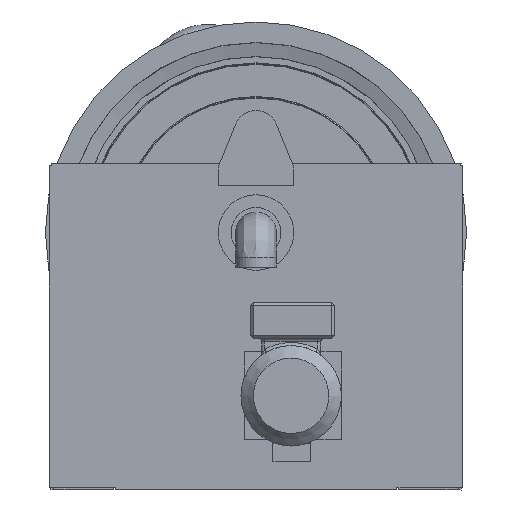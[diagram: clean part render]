
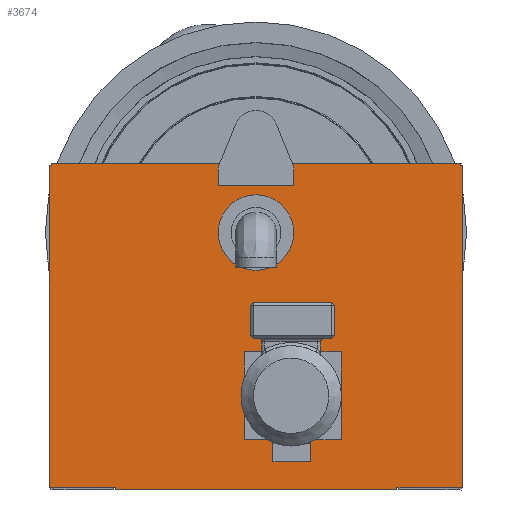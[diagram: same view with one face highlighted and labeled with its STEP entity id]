
A CAD part, front view. The second image highlights one B-rep face of the part: STEP entity #3674.
In plain terms, the highlighted planar face has unit normal (0, -1, 0).
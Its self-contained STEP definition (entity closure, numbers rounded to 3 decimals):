
#83=B_SPLINE_CURVE_WITH_KNOTS('',3,(#8158,#8159,#8160,#8161,#8162,#8163,
#8164,#8165,#8166,#8167,#8168,#8169,#8170,#8171,#8172),.UNSPECIFIED.,.F.,
 .F.,(4,2,2,1,2,2,2,4),(0.,0.125,0.25,0.375,
0.5,0.625,0.75,1.),.UNSPECIFIED.);
#84=B_SPLINE_CURVE_WITH_KNOTS('',3,(#8174,#8175,#8176,#8177,#8178,#8179,
#8180,#8181,#8182,#8183,#8184,#8185,#8186,#8187,#8188,#8189,#8190),
 .UNSPECIFIED.,.F.,.F.,(4,2,1,2,2,2,2,2,4),(0.,0.125,0.25,0.375,0.5,0.625,
0.75,0.875,1.),.UNSPECIFIED.);
#85=B_SPLINE_CURVE_WITH_KNOTS('',3,(#8191,#8192,#8193,#8194,#8195,#8196,
#8197,#8198,#8199,#8200,#8201,#8202,#8203,#8204,#8205),.UNSPECIFIED.,.F.,
 .F.,(4,2,2,1,2,2,2,4),(0.,0.125,0.25,0.375,0.5,0.625,0.75,1.),
 .UNSPECIFIED.);
#86=B_SPLINE_CURVE_WITH_KNOTS('',3,(#8207,#8208,#8209,#8210,#8211,#8212,
#8213,#8214,#8215,#8216,#8217,#8218,#8219,#8220,#8221,#8222,#8223),
 .UNSPECIFIED.,.F.,.F.,(4,2,1,2,2,2,2,2,4),(0.,0.125,0.25,0.375,0.5,0.625,
0.75,0.875,1.),.UNSPECIFIED.);
#359=LINE('',#8040,#676);
#368=LINE('',#8143,#685);
#369=LINE('',#8146,#686);
#370=LINE('',#8148,#687);
#371=LINE('',#8150,#688);
#372=LINE('',#8152,#689);
#373=LINE('',#8154,#690);
#374=LINE('',#8156,#691);
#676=VECTOR('',#5862,1000.);
#685=VECTOR('',#5875,1000.);
#686=VECTOR('',#5876,1000.);
#687=VECTOR('',#5877,1000.);
#688=VECTOR('',#5878,1000.);
#689=VECTOR('',#5879,1000.);
#690=VECTOR('',#5880,1000.);
#691=VECTOR('',#5881,1000.);
#1636=ORIENTED_EDGE('',*,*,#2207,.F.);
#1637=ORIENTED_EDGE('',*,*,#2208,.T.);
#1638=ORIENTED_EDGE('',*,*,#2209,.F.);
#1639=ORIENTED_EDGE('',*,*,#2210,.F.);
#1640=ORIENTED_EDGE('',*,*,#2211,.F.);
#1641=ORIENTED_EDGE('',*,*,#2212,.F.);
#1642=ORIENTED_EDGE('',*,*,#2213,.F.);
#1643=ORIENTED_EDGE('',*,*,#2214,.F.);
#1644=ORIENTED_EDGE('',*,*,#2215,.T.);
#1645=ORIENTED_EDGE('',*,*,#2193,.F.);
#1646=ORIENTED_EDGE('',*,*,#2216,.F.);
#1647=ORIENTED_EDGE('',*,*,#2217,.T.);
#2193=EDGE_CURVE('',#2537,#2538,#359,.T.);
#2207=EDGE_CURVE('',#2550,#2551,#368,.T.);
#2208=EDGE_CURVE('',#2550,#2552,#369,.T.);
#2209=EDGE_CURVE('',#2553,#2552,#370,.T.);
#2210=EDGE_CURVE('',#2554,#2553,#371,.T.);
#2211=EDGE_CURVE('',#2555,#2554,#372,.T.);
#2212=EDGE_CURVE('',#2556,#2555,#373,.T.);
#2213=EDGE_CURVE('',#2557,#2556,#374,.T.);
#2214=EDGE_CURVE('',#2558,#2557,#83,.T.);
#2215=EDGE_CURVE('',#2558,#2538,#84,.T.);
#2216=EDGE_CURVE('',#2559,#2537,#85,.T.);
#2217=EDGE_CURVE('',#2559,#2551,#86,.T.);
#2537=VERTEX_POINT('',#8039);
#2538=VERTEX_POINT('',#8041);
#2550=VERTEX_POINT('',#8144);
#2551=VERTEX_POINT('',#8145);
#2552=VERTEX_POINT('',#8147);
#2553=VERTEX_POINT('',#8149);
#2554=VERTEX_POINT('',#8151);
#2555=VERTEX_POINT('',#8153);
#2556=VERTEX_POINT('',#8155);
#2557=VERTEX_POINT('',#8157);
#2558=VERTEX_POINT('',#8173);
#2559=VERTEX_POINT('',#8206);
#2930=EDGE_LOOP('',(#1636,#1637,#1638,#1639,#1640,#1641,#1642,#1643,#1644,
#1645,#1646,#1647));
#3238=FACE_BOUND('',#2930,.T.);
#3459=PLANE('',#4992);
#3674=ADVANCED_FACE('',(#3238),#3459,.F.);
#4992=AXIS2_PLACEMENT_3D('',#8142,#5873,#5874);
#5862=DIRECTION('',(1.,0.,0.));
#5873=DIRECTION('',(0.,1.,0.));
#5874=DIRECTION('',(0.,0.,1.));
#5875=DIRECTION('',(0.,0.,1.));
#5876=DIRECTION('',(1.,0.,0.));
#5877=DIRECTION('',(0.,0.,1.));
#5878=DIRECTION('',(-1.,0.,0.));
#5879=DIRECTION('',(0.,0.,-1.));
#5880=DIRECTION('',(-1.,0.,0.));
#5881=DIRECTION('',(0.,0.,-1.));
#8039=CARTESIAN_POINT('',(-326.099,0.,520.));
#8040=CARTESIAN_POINT('',(-2285.6,0.,520.));
#8041=CARTESIAN_POINT('',(326.099,0.,520.));
#8142=CARTESIAN_POINT('',(329.5,0.,520.));
#8143=CARTESIAN_POINT('',(-329.5,0.,-1539.1));
#8144=CARTESIAN_POINT('',(-329.5,0.,3.8));
#8145=CARTESIAN_POINT('',(-329.5,0.,516.599));
#8146=CARTESIAN_POINT('',(325.7,0.,3.8));
#8147=CARTESIAN_POINT('',(-224.5,0.,3.8));
#8148=CARTESIAN_POINT('',(-224.5,0.,-26.2));
#8149=CARTESIAN_POINT('',(-224.5,0.,0.));
#8150=CARTESIAN_POINT('',(2285.6,0.,0.));
#8151=CARTESIAN_POINT('',(224.5,0.,0.));
#8152=CARTESIAN_POINT('',(224.5,0.,3.8));
#8153=CARTESIAN_POINT('',(224.5,0.,3.8));
#8154=CARTESIAN_POINT('',(364.5,0.,3.8));
#8155=CARTESIAN_POINT('',(329.5,0.,3.8));
#8156=CARTESIAN_POINT('',(329.5,0.,2059.1));
#8157=CARTESIAN_POINT('',(329.5,0.,516.599));
#8158=CARTESIAN_POINT('',(325.7,0.,516.2));
#8159=CARTESIAN_POINT('',(325.858,0.,516.221));
#8160=CARTESIAN_POINT('',(326.016,0.,516.242));
#8161=CARTESIAN_POINT('',(326.331,0.,516.284));
#8162=CARTESIAN_POINT('',(326.489,0.,516.304));
#8163=CARTESIAN_POINT('',(326.805,0.,516.344));
#8164=CARTESIAN_POINT('',(327.121,0.,516.382));
#8165=CARTESIAN_POINT('',(327.438,0.,516.418));
#8166=CARTESIAN_POINT('',(327.754,0.,516.452));
#8167=CARTESIAN_POINT('',(327.913,0.,516.468));
#8168=CARTESIAN_POINT('',(328.23,0.,516.498));
#8169=CARTESIAN_POINT('',(328.389,0.,516.513));
#8170=CARTESIAN_POINT('',(328.865,0.,516.553));
#8171=CARTESIAN_POINT('',(329.182,0.,516.577));
#8172=CARTESIAN_POINT('',(329.5,0.,516.599));
#8173=CARTESIAN_POINT('',(325.7,0.,516.2));
#8174=CARTESIAN_POINT('',(325.7,0.,516.2));
#8175=CARTESIAN_POINT('',(325.721,0.,516.358));
#8176=CARTESIAN_POINT('',(325.742,0.,516.516));
#8177=CARTESIAN_POINT('',(325.784,0.,516.831));
#8178=CARTESIAN_POINT('',(325.825,0.,517.147));
#8179=CARTESIAN_POINT('',(325.863,0.,517.463));
#8180=CARTESIAN_POINT('',(325.9,0.,517.78));
#8181=CARTESIAN_POINT('',(325.918,0.,517.938));
#8182=CARTESIAN_POINT('',(325.952,0.,518.255));
#8183=CARTESIAN_POINT('',(325.968,0.,518.413));
#8184=CARTESIAN_POINT('',(325.998,0.,518.73));
#8185=CARTESIAN_POINT('',(326.013,0.,518.889));
#8186=CARTESIAN_POINT('',(326.04,0.,519.206));
#8187=CARTESIAN_POINT('',(326.053,0.,519.365));
#8188=CARTESIAN_POINT('',(326.077,0.,519.682));
#8189=CARTESIAN_POINT('',(326.088,0.,519.841));
#8190=CARTESIAN_POINT('',(326.099,0.,520.));
#8191=CARTESIAN_POINT('',(-325.7,0.,516.2));
#8192=CARTESIAN_POINT('',(-325.721,0.,516.358));
#8193=CARTESIAN_POINT('',(-325.742,0.,516.516));
#8194=CARTESIAN_POINT('',(-325.784,0.,516.831));
#8195=CARTESIAN_POINT('',(-325.804,0.,516.989));
#8196=CARTESIAN_POINT('',(-325.844,0.,517.305));
#8197=CARTESIAN_POINT('',(-325.882,0.,517.621));
#8198=CARTESIAN_POINT('',(-325.918,0.,517.938));
#8199=CARTESIAN_POINT('',(-325.952,0.,518.254));
#8200=CARTESIAN_POINT('',(-325.968,0.,518.413));
#8201=CARTESIAN_POINT('',(-325.998,0.,518.73));
#8202=CARTESIAN_POINT('',(-326.013,0.,518.889));
#8203=CARTESIAN_POINT('',(-326.053,0.,519.365));
#8204=CARTESIAN_POINT('',(-326.077,0.,519.682));
#8205=CARTESIAN_POINT('',(-326.099,0.,520.));
#8206=CARTESIAN_POINT('',(-325.7,0.,516.2));
#8207=CARTESIAN_POINT('',(-325.7,0.,516.2));
#8208=CARTESIAN_POINT('',(-325.858,0.,516.221));
#8209=CARTESIAN_POINT('',(-326.016,0.,516.242));
#8210=CARTESIAN_POINT('',(-326.331,0.,516.284));
#8211=CARTESIAN_POINT('',(-326.647,0.,516.325));
#8212=CARTESIAN_POINT('',(-326.963,0.,516.363));
#8213=CARTESIAN_POINT('',(-327.28,0.,516.4));
#8214=CARTESIAN_POINT('',(-327.438,0.,516.418));
#8215=CARTESIAN_POINT('',(-327.755,0.,516.452));
#8216=CARTESIAN_POINT('',(-327.913,0.,516.468));
#8217=CARTESIAN_POINT('',(-328.23,0.,516.498));
#8218=CARTESIAN_POINT('',(-328.389,0.,516.513));
#8219=CARTESIAN_POINT('',(-328.706,0.,516.54));
#8220=CARTESIAN_POINT('',(-328.865,0.,516.553));
#8221=CARTESIAN_POINT('',(-329.182,0.,516.577));
#8222=CARTESIAN_POINT('',(-329.341,0.,516.588));
#8223=CARTESIAN_POINT('',(-329.5,0.,516.599));
